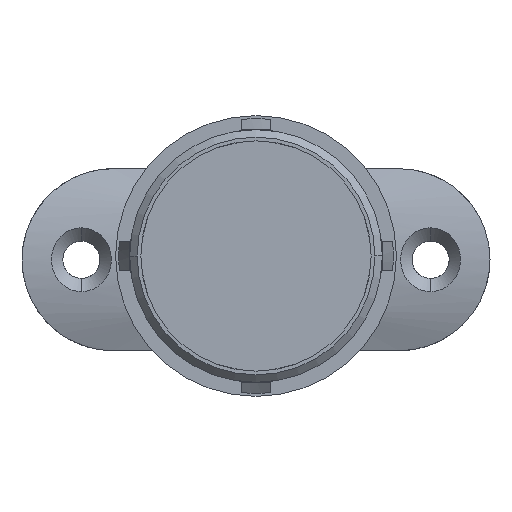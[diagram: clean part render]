
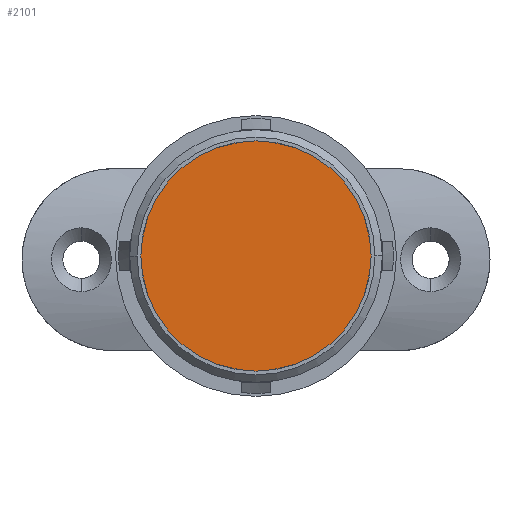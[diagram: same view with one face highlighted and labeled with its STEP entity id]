
A CAD part, front view. The second image highlights one B-rep face of the part: STEP entity #2101.
In plain terms, the highlighted planar face has unit normal (0, -1, 0).
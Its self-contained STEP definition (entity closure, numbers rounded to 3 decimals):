
#10 = DIRECTION ( 'NONE',  ( 1., 0., 0. ) ) ;
#121 = ORIENTED_EDGE ( 'NONE', *, *, #5858, .F. ) ;
#601 = VERTEX_POINT ( 'NONE', #4883 ) ;
#644 = CIRCLE ( 'NONE', #4563, 15.5 ) ;
#715 = CARTESIAN_POINT ( 'NONE',  ( 15.5, 0., 0. ) ) ;
#725 = EDGE_CURVE ( 'NONE', #601, #6888, #644, .T. ) ;
#956 = ORIENTED_EDGE ( 'NONE', *, *, #725, .F. ) ;
#1511 = EDGE_LOOP ( 'NONE', ( #956, #121 ) ) ;
#2101 = ADVANCED_FACE ( 'NONE', ( #3495 ), #3645, .T. ) ;
#2332 = CARTESIAN_POINT ( 'NONE',  ( 0., 0., 0. ) ) ;
#2575 = AXIS2_PLACEMENT_3D ( 'NONE', #2332, #8202, #8108 ) ;
#3495 = FACE_OUTER_BOUND ( 'NONE', #1511, .T. ) ;
#3645 = PLANE ( 'NONE',  #2575 ) ;
#3783 = CIRCLE ( 'NONE', #7436, 15.5 ) ;
#3920 = DIRECTION ( 'NONE',  ( 0., 1., 0. ) ) ;
#4563 = AXIS2_PLACEMENT_3D ( 'NONE', #4585, #3920, #10 ) ;
#4585 = CARTESIAN_POINT ( 'NONE',  ( 0., 0., 0. ) ) ;
#4732 = DIRECTION ( 'NONE',  ( 1., 0., 0. ) ) ;
#4883 = CARTESIAN_POINT ( 'NONE',  ( -15.5, 0., 0. ) ) ;
#5858 = EDGE_CURVE ( 'NONE', #6888, #601, #3783, .T. ) ;
#6888 = VERTEX_POINT ( 'NONE', #715 ) ;
#7249 = DIRECTION ( 'NONE',  ( 0., 1., 0. ) ) ;
#7436 = AXIS2_PLACEMENT_3D ( 'NONE', #7855, #7249, #4732 ) ;
#7855 = CARTESIAN_POINT ( 'NONE',  ( 0., 0., 0. ) ) ;
#8108 = DIRECTION ( 'NONE',  ( 1., 0., 0. ) ) ;
#8202 = DIRECTION ( 'NONE',  ( 0., -1., 0. ) ) ;
